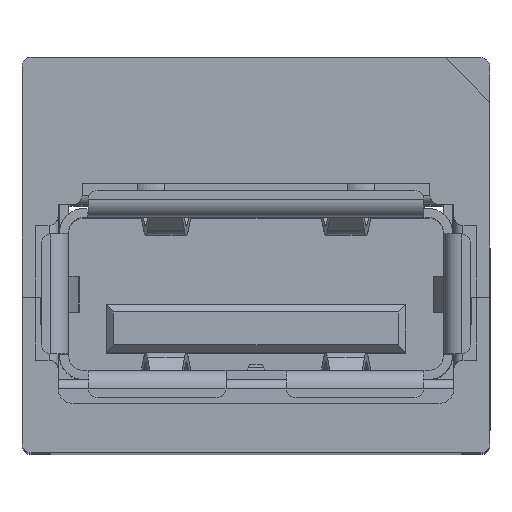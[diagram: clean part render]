
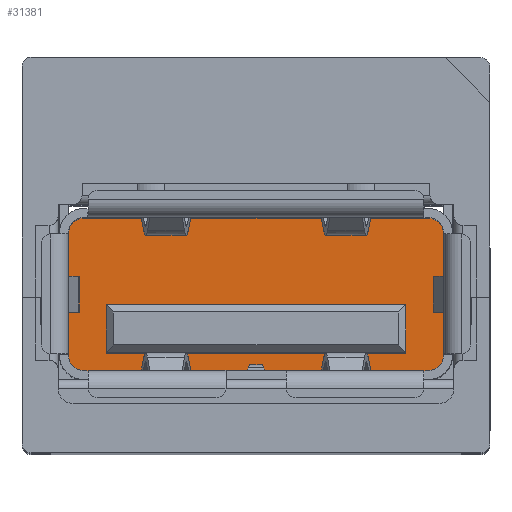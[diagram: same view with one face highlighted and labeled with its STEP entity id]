
A CAD part, top view. The second image highlights one B-rep face of the part: STEP entity #31381.
In plain terms, the highlighted planar face has unit normal (0, 0, 1).
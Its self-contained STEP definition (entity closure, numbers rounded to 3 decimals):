
#609 = AXIS2_PLACEMENT_3D ( 'NONE', #26247, #4823, #29826 ) ;
#775 = EDGE_CURVE ( 'NONE', #26896, #28339, #7324, .T. ) ;
#1203 = DIRECTION ( 'NONE',  ( 0., 0., 1. ) ) ;
#1587 = EDGE_LOOP ( 'NONE', ( #31478, #21519, #42676, #10769, #40476, #31061, #20607, #21240 ) ) ;
#1658 = CARTESIAN_POINT ( 'NONE',  ( 5.75, -2.55, -15. ) ) ;
#2282 = EDGE_CURVE ( 'NONE', #28339, #19456, #8416, .T. ) ;
#4342 = VERTEX_POINT ( 'NONE', #1658 ) ;
#4823 = DIRECTION ( 'NONE',  ( 0., 0., 1. ) ) ;
#4848 = CARTESIAN_POINT ( 'NONE',  ( -5., 1.95, -15. ) ) ;
#5147 = VERTEX_POINT ( 'NONE', #14406 ) ;
#5806 = CARTESIAN_POINT ( 'NONE',  ( 5., 0.35, -15. ) ) ;
#5858 = CIRCLE ( 'NONE', #28207, 0.5 ) ;
#6031 = CARTESIAN_POINT ( 'NONE',  ( -6.25, 2.05, -15. ) ) ;
#6422 = AXIS2_PLACEMENT_3D ( 'NONE', #22613, #1203, #26221 ) ;
#6482 = VECTOR ( 'NONE', #41799, 1000. ) ;
#6674 = CARTESIAN_POINT ( 'NONE',  ( -5., 1.95, -15. ) ) ;
#6698 = DIRECTION ( 'NONE',  ( 0., 0., 1. ) ) ;
#7324 = LINE ( 'NONE', #6674, #19086 ) ;
#7634 = EDGE_CURVE ( 'NONE', #38855, #12338, #8863, .T. ) ;
#8025 = VECTOR ( 'NONE', #9807, 1000. ) ;
#8114 = DIRECTION ( 'NONE',  ( 1., 0., 0. ) ) ;
#8416 = LINE ( 'NONE', #25949, #17901 ) ;
#8863 = CIRCLE ( 'NONE', #6422, 0.5 ) ;
#9126 = EDGE_CURVE ( 'NONE', #25266, #38855, #16011, .T. ) ;
#9284 = LINE ( 'NONE', #41570, #43995 ) ;
#9393 = EDGE_CURVE ( 'NONE', #10373, #5147, #31057, .T. ) ;
#9552 = VECTOR ( 'NONE', #21838, 1000. ) ;
#9785 = DIRECTION ( 'NONE',  ( 0., 1., 0. ) ) ;
#9807 = DIRECTION ( 'NONE',  ( -1., 0., 0. ) ) ;
#10373 = VERTEX_POINT ( 'NONE', #42313 ) ;
#10621 = CARTESIAN_POINT ( 'NONE',  ( 6.25, -2.05, -15. ) ) ;
#10769 = ORIENTED_EDGE ( 'NONE', *, *, #9393, .T. ) ;
#12056 = VECTOR ( 'NONE', #21406, 1000. ) ;
#12338 = VERTEX_POINT ( 'NONE', #27273 ) ;
#14220 = FACE_OUTER_BOUND ( 'NONE', #1587, .T. ) ;
#14369 = LINE ( 'NONE', #20592, #23862 ) ;
#14406 = CARTESIAN_POINT ( 'NONE',  ( 6.25, 2.05, -15. ) ) ;
#15891 = CARTESIAN_POINT ( 'NONE',  ( 5., 1.95, -15. ) ) ;
#15902 = CARTESIAN_POINT ( 'NONE',  ( -6.25, -2.05, -15. ) ) ;
#16011 = LINE ( 'NONE', #6031, #6482 ) ;
#16264 = CARTESIAN_POINT ( 'NONE',  ( 5.75, 2.55, -15. ) ) ;
#16634 = CARTESIAN_POINT ( 'NONE',  ( 5.75, 2.05, -15. ) ) ;
#17901 = VECTOR ( 'NONE', #8114, 1000. ) ;
#17951 = LINE ( 'NONE', #43272, #9552 ) ;
#18422 = EDGE_LOOP ( 'NONE', ( #24463, #25011, #40241, #40285 ) ) ;
#18713 = DIRECTION ( 'NONE',  ( 0., -1., 0. ) ) ;
#19086 = VECTOR ( 'NONE', #18713, 1000. ) ;
#19456 = VERTEX_POINT ( 'NONE', #5806 ) ;
#19556 = EDGE_CURVE ( 'NONE', #38097, #30955, #36535, .T. ) ;
#20237 = DIRECTION ( 'NONE',  ( 1., 0., 0. ) ) ;
#20449 = CARTESIAN_POINT ( 'NONE',  ( 5.75, 2.55, -15. ) ) ;
#20592 = CARTESIAN_POINT ( 'NONE',  ( 5., 1.95, -15. ) ) ;
#20607 = ORIENTED_EDGE ( 'NONE', *, *, #38491, .T. ) ;
#20892 = EDGE_CURVE ( 'NONE', #12338, #4342, #17951, .T. ) ;
#21240 = ORIENTED_EDGE ( 'NONE', *, *, #9126, .T. ) ;
#21406 = DIRECTION ( 'NONE',  ( 0., 1., 0. ) ) ;
#21519 = ORIENTED_EDGE ( 'NONE', *, *, #20892, .T. ) ;
#21838 = DIRECTION ( 'NONE',  ( 1., 0., 0. ) ) ;
#22613 = CARTESIAN_POINT ( 'NONE',  ( -5.75, -2.05, -15. ) ) ;
#23426 = DIRECTION ( 'NONE',  ( 1., 0., 0. ) ) ;
#23862 = VECTOR ( 'NONE', #9785, 1000. ) ;
#24291 = AXIS2_PLACEMENT_3D ( 'NONE', #16634, #41641, #20237 ) ;
#24321 = CARTESIAN_POINT ( 'NONE',  ( -6.25, 2.05, -15. ) ) ;
#24463 = ORIENTED_EDGE ( 'NONE', *, *, #775, .F. ) ;
#24733 = EDGE_CURVE ( 'NONE', #37124, #26896, #9284, .T. ) ;
#25011 = ORIENTED_EDGE ( 'NONE', *, *, #24733, .F. ) ;
#25266 = VERTEX_POINT ( 'NONE', #24321 ) ;
#25949 = CARTESIAN_POINT ( 'NONE',  ( -5., 0.35, -15. ) ) ;
#26221 = DIRECTION ( 'NONE',  ( 1., 0., 0. ) ) ;
#26247 = CARTESIAN_POINT ( 'NONE',  ( 5.75, -2.05, -15. ) ) ;
#26418 = EDGE_CURVE ( 'NONE', #4342, #10373, #45605, .T. ) ;
#26515 = CIRCLE ( 'NONE', #24291, 0.5 ) ;
#26896 = VERTEX_POINT ( 'NONE', #4848 ) ;
#27115 = AXIS2_PLACEMENT_3D ( 'NONE', #37656, #44868, #23426 ) ;
#27273 = CARTESIAN_POINT ( 'NONE',  ( -5.75, -2.55, -15. ) ) ;
#27414 = EDGE_CURVE ( 'NONE', #5147, #38097, #26515, .T. ) ;
#28120 = CARTESIAN_POINT ( 'NONE',  ( -5.75, 2.05, -15. ) ) ;
#28207 = AXIS2_PLACEMENT_3D ( 'NONE', #28120, #6698, #31692 ) ;
#28339 = VERTEX_POINT ( 'NONE', #44405 ) ;
#29826 = DIRECTION ( 'NONE',  ( 1., 0., 0. ) ) ;
#30955 = VERTEX_POINT ( 'NONE', #43845 ) ;
#31057 = LINE ( 'NONE', #10621, #12056 ) ;
#31061 = ORIENTED_EDGE ( 'NONE', *, *, #19556, .T. ) ;
#31381 = ADVANCED_FACE ( 'NONE', ( #14220, #32084 ), #41249, .T. ) ;
#31478 = ORIENTED_EDGE ( 'NONE', *, *, #7634, .T. ) ;
#31692 = DIRECTION ( 'NONE',  ( 1., 0., 0. ) ) ;
#32084 = FACE_BOUND ( 'NONE', #18422, .T. ) ;
#36535 = LINE ( 'NONE', #20449, #8025 ) ;
#36742 = EDGE_CURVE ( 'NONE', #19456, #37124, #14369, .T. ) ;
#37124 = VERTEX_POINT ( 'NONE', #15891 ) ;
#37656 = CARTESIAN_POINT ( 'NONE',  ( -5.75, -2.05, -15. ) ) ;
#38097 = VERTEX_POINT ( 'NONE', #16264 ) ;
#38491 = EDGE_CURVE ( 'NONE', #30955, #25266, #5858, .T. ) ;
#38855 = VERTEX_POINT ( 'NONE', #15902 ) ;
#40241 = ORIENTED_EDGE ( 'NONE', *, *, #36742, .F. ) ;
#40285 = ORIENTED_EDGE ( 'NONE', *, *, #2282, .F. ) ;
#40476 = ORIENTED_EDGE ( 'NONE', *, *, #27414, .T. ) ;
#41249 = PLANE ( 'NONE',  #27115 ) ;
#41570 = CARTESIAN_POINT ( 'NONE',  ( -5., 1.95, -15. ) ) ;
#41641 = DIRECTION ( 'NONE',  ( 0., 0., 1. ) ) ;
#41799 = DIRECTION ( 'NONE',  ( 0., -1., 0. ) ) ;
#42313 = CARTESIAN_POINT ( 'NONE',  ( 6.25, -2.05, -15. ) ) ;
#42676 = ORIENTED_EDGE ( 'NONE', *, *, #26418, .T. ) ;
#43272 = CARTESIAN_POINT ( 'NONE',  ( -5.75, -2.55, -15. ) ) ;
#43845 = CARTESIAN_POINT ( 'NONE',  ( -5.75, 2.55, -15. ) ) ;
#43995 = VECTOR ( 'NONE', #45185, 1000. ) ;
#44405 = CARTESIAN_POINT ( 'NONE',  ( -5., 0.35, -15. ) ) ;
#44868 = DIRECTION ( 'NONE',  ( 0., 0., 1. ) ) ;
#45185 = DIRECTION ( 'NONE',  ( -1., 0., 0. ) ) ;
#45605 = CIRCLE ( 'NONE', #609, 0.5 ) ;
